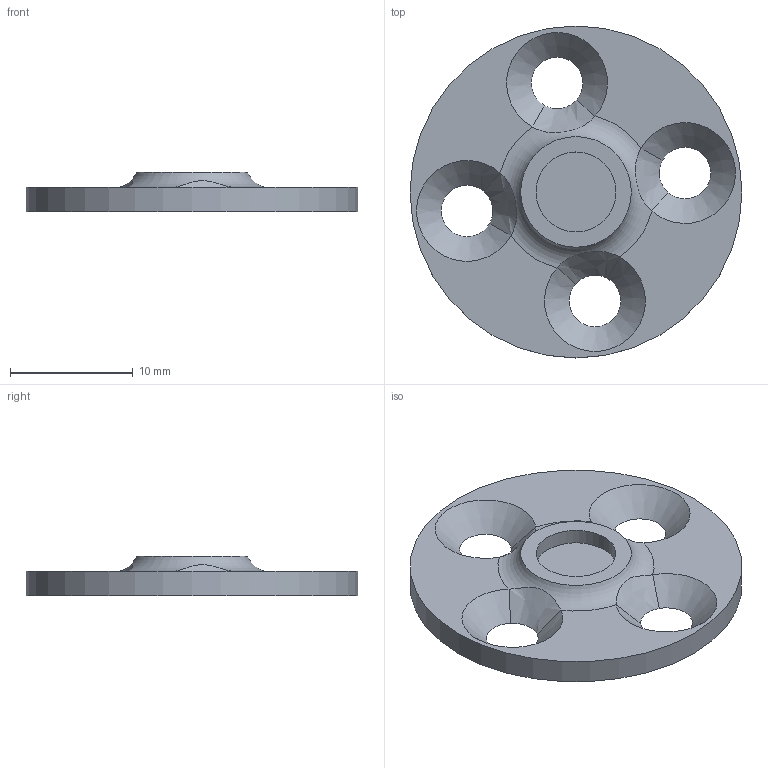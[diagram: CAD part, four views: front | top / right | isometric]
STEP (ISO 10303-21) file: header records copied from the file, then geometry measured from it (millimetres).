
FILE_DESCRIPTION(/* description */ (''),/* implementation_level */ '2;1');
FILE_NAME(/* name */ '',/* time_stamp */ '2025-10-17T18:42:31+03:00',/* author */ ('Phantom'),/* organization */ (''),/* preprocessor_version */ 'ST-DEVELOPER v20',/* originating_system */ 'Autodesk Inventor 2025',/* authorisation */ '');
FILE_SCHEMA (('AUTOMOTIVE_DESIGN { 1 0 10303 214 3 1 1 }'));
Length unit declared in the file: millimetre
Products named in the file (1): втулка для крепл
Bounding box: 27 x 27 x 3.25 mm (x, y, z)
Volume: 956.3 mm3; surface area: 1312.4 mm2
Topology: 1 solids, 1 shells, 15 faces, 37 edges, 22 vertices
Faces by surface type: plane 4, cone 4, bspline 4, cylinder 2, torus 1
Full cylindrical faces by diameter (mm): 6.5 x1, 27 x1
Entity records: 687 total; most frequent: CARTESIAN_POINT 288, ORIENTED_EDGE 74, DIRECTION 70, EDGE_CURVE 37, AXIS2_PLACEMENT_3D 30, VERTEX_POINT 22, EDGE_LOOP 21, CIRCLE 18
